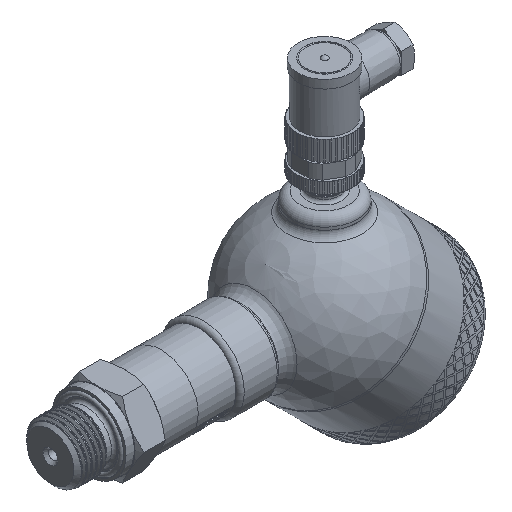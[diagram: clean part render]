
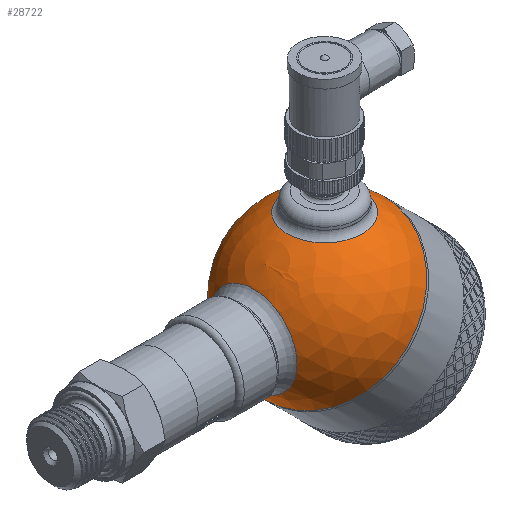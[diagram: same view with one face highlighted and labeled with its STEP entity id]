
A CAD part, isometric view. The second image highlights one B-rep face of the part: STEP entity #28722.
In plain terms, the highlighted spherical face has radius 30 mm.
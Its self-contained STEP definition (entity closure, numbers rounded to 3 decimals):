
#45=SPHERICAL_SURFACE('',#30459,30.);
#129=FACE_BOUND('',#3861,.T.);
#130=FACE_BOUND('',#3862,.T.);
#2031=FACE_OUTER_BOUND('',#3860,.T.);
#3860=EDGE_LOOP('',(#20589,#20590,#20591,#20592));
#3861=EDGE_LOOP('',(#20593));
#3862=EDGE_LOOP('',(#20594));
#5587=CIRCLE('',#30382,30.);
#5588=CIRCLE('',#30383,30.);
#5615=CIRCLE('',#30455,13.5);
#5618=CIRCLE('',#30460,30.);
#5619=CIRCLE('',#30461,15.643);
#11159=VERTEX_POINT('',#40091);
#11160=VERTEX_POINT('',#40093);
#11687=VERTEX_POINT('',#46857);
#11689=VERTEX_POINT('',#46864);
#11690=VERTEX_POINT('',#46866);
#14251=EDGE_CURVE('',#11159,#11160,#5587,.T.);
#14252=EDGE_CURVE('',#11160,#11159,#5588,.T.);
#15045=EDGE_CURVE('',#11687,#11687,#5615,.T.);
#15048=EDGE_CURVE('',#11160,#11689,#5618,.T.);
#15049=EDGE_CURVE('',#11690,#11690,#5619,.T.);
#20589=ORIENTED_EDGE('',*,*,#14252,.F.);
#20590=ORIENTED_EDGE('',*,*,#15048,.T.);
#20591=ORIENTED_EDGE('',*,*,#15048,.F.);
#20592=ORIENTED_EDGE('',*,*,#14251,.F.);
#20593=ORIENTED_EDGE('',*,*,#15049,.F.);
#20594=ORIENTED_EDGE('',*,*,#15045,.F.);
#28722=ADVANCED_FACE('',(#2031,#129,#130),#45,.T.);
#30382=AXIS2_PLACEMENT_3D('',#40094,#32245,#32246);
#30383=AXIS2_PLACEMENT_3D('',#40095,#32247,#32248);
#30455=AXIS2_PLACEMENT_3D('',#46858,#32669,#32670);
#30459=AXIS2_PLACEMENT_3D('',#46863,#32677,#32678);
#30460=AXIS2_PLACEMENT_3D('',#46865,#32679,#32680);
#30461=AXIS2_PLACEMENT_3D('',#46867,#32681,#32682);
#32245=DIRECTION('center_axis',(1.,0.,0.));
#32246=DIRECTION('ref_axis',(0.,1.,0.));
#32247=DIRECTION('center_axis',(1.,0.,0.));
#32248=DIRECTION('ref_axis',(0.,1.,0.));
#32669=DIRECTION('center_axis',(-0.707,0.,-0.707));
#32670=DIRECTION('ref_axis',(-0.707,0.,0.707));
#32677=DIRECTION('center_axis',(1.,0.,0.));
#32678=DIRECTION('ref_axis',(0.,-1.,0.));
#32679=DIRECTION('center_axis',(0.,0.,1.));
#32680=DIRECTION('ref_axis',(0.,1.,0.));
#32681=DIRECTION('center_axis',(-0.707,0.,0.707));
#32682=DIRECTION('ref_axis',(0.707,0.,0.707));
#40091=CARTESIAN_POINT('',(0.,-30.,0.));
#40093=CARTESIAN_POINT('',(0.,30.,0.));
#40094=CARTESIAN_POINT('Origin',(0.,0.,0.));
#40095=CARTESIAN_POINT('Origin',(0.,0.,0.));
#46857=CARTESIAN_POINT('',(-9.398,0.,-28.49));
#46858=CARTESIAN_POINT('Origin',(-18.944,0.,-18.944));
#46863=CARTESIAN_POINT('Origin',(0.,0.,0.));
#46864=CARTESIAN_POINT('',(-30.,0.,0.));
#46865=CARTESIAN_POINT('Origin',(0.,0.,0.));
#46866=CARTESIAN_POINT('',(-29.162,0.,7.04));
#46867=CARTESIAN_POINT('Origin',(-18.101,0.,18.101));
